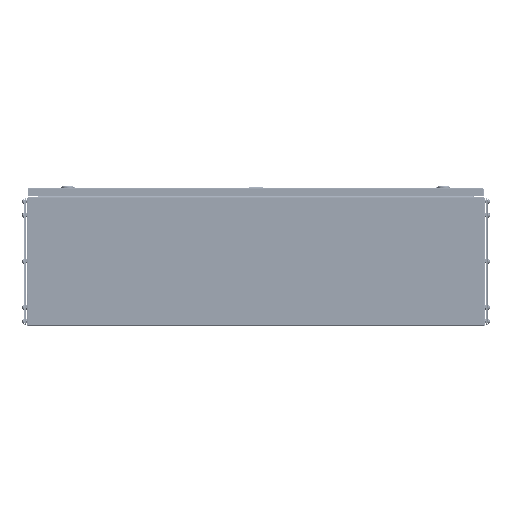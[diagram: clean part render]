
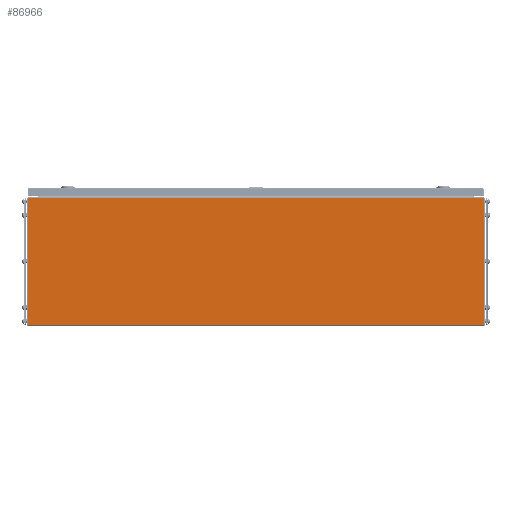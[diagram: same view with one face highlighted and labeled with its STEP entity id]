
A CAD part, left-side view. The second image highlights one B-rep face of the part: STEP entity #86966.
In plain terms, the highlighted planar face has unit normal (-1, 0, 0).
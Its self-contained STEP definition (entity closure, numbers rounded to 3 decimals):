
#1852 = VERTEX_POINT ( 'NONE', #49268 ) ;
#4092 = CARTESIAN_POINT ( 'NONE',  ( -400., 495.5, 1. ) ) ;
#9202 = DIRECTION ( 'NONE',  ( 0., 0., -1. ) ) ;
#10341 = EDGE_CURVE ( 'NONE', #62729, #54959, #67899, .T. ) ;
#13471 = LINE ( 'NONE', #49325, #55335 ) ;
#14786 = CARTESIAN_POINT ( 'NONE',  ( -400., -495.5, 1. ) ) ;
#16565 = VECTOR ( 'NONE', #60788, 1000. ) ;
#18576 = CARTESIAN_POINT ( 'NONE',  ( -400., 495.5, 0. ) ) ;
#20112 = VECTOR ( 'NONE', #41637, 1000. ) ;
#21962 = DIRECTION ( 'NONE',  ( 1., 0., 0. ) ) ;
#25646 = LINE ( 'NONE', #18576, #72251 ) ;
#32382 = ORIENTED_EDGE ( 'NONE', *, *, #45059, .T. ) ;
#32479 = EDGE_LOOP ( 'NONE', ( #80754, #70626, #64963, #32382 ) ) ;
#34114 = CARTESIAN_POINT ( 'NONE',  ( -400., -495.5, 277.5 ) ) ;
#41378 = EDGE_CURVE ( 'NONE', #1852, #67119, #42583, .T. ) ;
#41637 = DIRECTION ( 'NONE',  ( 0., 1., 0. ) ) ;
#42240 = CARTESIAN_POINT ( 'NONE',  ( -400., 495.5, 277.5 ) ) ;
#42583 = LINE ( 'NONE', #34114, #20112 ) ;
#43209 = CARTESIAN_POINT ( 'NONE',  ( -400., 0., 0. ) ) ;
#45059 = EDGE_CURVE ( 'NONE', #62729, #1852, #13471, .T. ) ;
#48861 = DIRECTION ( 'NONE',  ( 0., 0., 1. ) ) ;
#49268 = CARTESIAN_POINT ( 'NONE',  ( -400., -495.5, 277.5 ) ) ;
#49325 = CARTESIAN_POINT ( 'NONE',  ( -400., -495.5, 0. ) ) ;
#49359 = PLANE ( 'NONE',  #81368 ) ;
#54959 = VERTEX_POINT ( 'NONE', #70226 ) ;
#55335 = VECTOR ( 'NONE', #48861, 1000. ) ;
#60788 = DIRECTION ( 'NONE',  ( 0., 1., 0. ) ) ;
#62729 = VERTEX_POINT ( 'NONE', #14786 ) ;
#64963 = ORIENTED_EDGE ( 'NONE', *, *, #10341, .F. ) ;
#67119 = VERTEX_POINT ( 'NONE', #42240 ) ;
#67899 = LINE ( 'NONE', #4092, #16565 ) ;
#70226 = CARTESIAN_POINT ( 'NONE',  ( -400., 495.5, 1. ) ) ;
#70626 = ORIENTED_EDGE ( 'NONE', *, *, #86386, .T. ) ;
#71165 = FACE_OUTER_BOUND ( 'NONE', #32479, .T. ) ;
#72251 = VECTOR ( 'NONE', #9202, 1000. ) ;
#80754 = ORIENTED_EDGE ( 'NONE', *, *, #41378, .T. ) ;
#81368 = AXIS2_PLACEMENT_3D ( 'NONE', #43209, #21962, #92410 ) ;
#86386 = EDGE_CURVE ( 'NONE', #67119, #54959, #25646, .T. ) ;
#86966 = ADVANCED_FACE ( 'NONE', ( #71165 ), #49359, .F. ) ;
#92410 = DIRECTION ( 'NONE',  ( 0., 0., -1. ) ) ;
